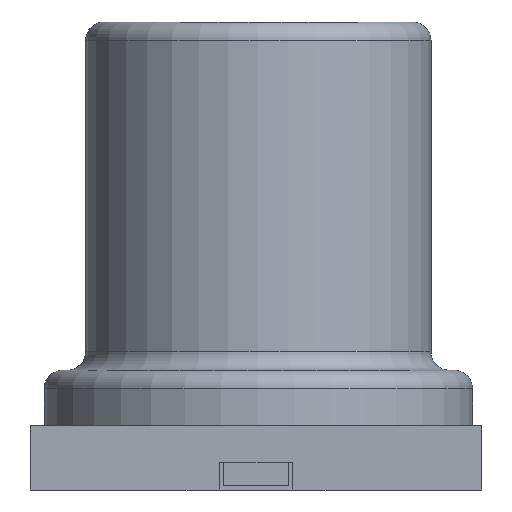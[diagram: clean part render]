
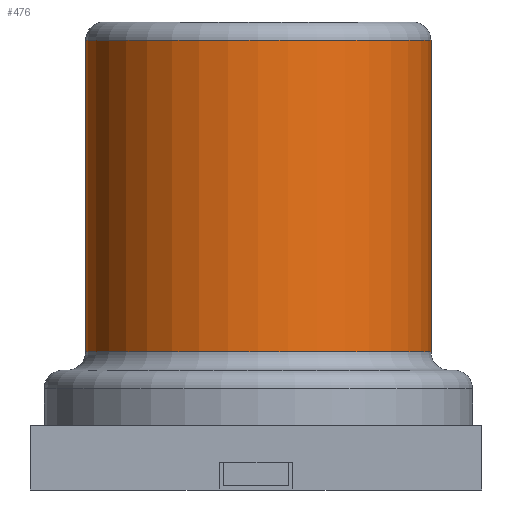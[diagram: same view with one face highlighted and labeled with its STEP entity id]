
A CAD part, front view. The second image highlights one B-rep face of the part: STEP entity #476.
In plain terms, the highlighted cylindrical face has radius 1.875 mm (diameter 3.75 mm), a partial arc.
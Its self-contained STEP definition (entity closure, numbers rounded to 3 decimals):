
#353 = CARTESIAN_POINT ( 'NONE',  ( 0.025, -3.075, 5.08 ) ) ;
#354 = DIRECTION ( 'NONE',  ( 0., 0., -1. ) ) ;
#476 = ADVANCED_FACE ( 'NONE', ( #1052 ), #1050, .T. ) ;
#477 = EDGE_LOOP ( 'NONE', ( #478, #482, #485, #600 ) ) ;
#478 = ORIENTED_EDGE ( 'NONE', *, *, #479, .F. ) ;
#479 = EDGE_CURVE ( 'NONE', #480, #481, #1242, .T. ) ;
#480 = VERTEX_POINT ( 'NONE', #1350 ) ;
#481 = VERTEX_POINT ( 'NONE', #1349 ) ;
#482 = ORIENTED_EDGE ( 'NONE', *, *, #483, .T. ) ;
#483 = EDGE_CURVE ( 'NONE', #480, #484, #1348, .T. ) ;
#484 = VERTEX_POINT ( 'NONE', #1383 ) ;
#485 = ORIENTED_EDGE ( 'NONE', *, *, #598, .T. ) ;
#598 = EDGE_CURVE ( 'NONE', #484, #599, #1446, .T. ) ;
#599 = VERTEX_POINT ( 'NONE', #1442 ) ;
#600 = ORIENTED_EDGE ( 'NONE', *, *, #601, .T. ) ;
#601 = EDGE_CURVE ( 'NONE', #599, #481, #1440, .T. ) ;
#1050 = CYLINDRICAL_SURFACE ( 'NONE', #1051, 1.875 ) ;
#1051 = AXIS2_PLACEMENT_3D ( 'NONE', #353, #354, #1354 ) ;
#1052 = FACE_OUTER_BOUND ( 'NONE', #477, .T. ) ;
#1242 = LINE ( 'NONE', #1353, #1352 ) ;
#1347 = AXIS2_PLACEMENT_3D ( 'NONE', #1386, #1385, #1384 ) ;
#1348 = CIRCLE ( 'NONE', #1347, 1.875 ) ;
#1349 = CARTESIAN_POINT ( 'NONE',  ( 1.9, -3.075, 1.5 ) ) ;
#1350 = CARTESIAN_POINT ( 'NONE',  ( 1.9, -3.075, 4.88 ) ) ;
#1351 = DIRECTION ( 'NONE',  ( 0., 0., -1. ) ) ;
#1352 = VECTOR ( 'NONE', #1351, 1000. ) ;
#1353 = CARTESIAN_POINT ( 'NONE',  ( 1.9, -3.075, 5.08 ) ) ;
#1354 = DIRECTION ( 'NONE',  ( -1., 0., 0. ) ) ;
#1383 = CARTESIAN_POINT ( 'NONE',  ( -1.85, -3.075, 4.88 ) ) ;
#1384 = DIRECTION ( 'NONE',  ( 1., 0., 0. ) ) ;
#1385 = DIRECTION ( 'NONE',  ( 0., 0., -1. ) ) ;
#1386 = CARTESIAN_POINT ( 'NONE',  ( 0.025, -3.075, 4.88 ) ) ;
#1436 = DIRECTION ( 'NONE',  ( 1., 0., 0. ) ) ;
#1437 = DIRECTION ( 'NONE',  ( 0., 0., 1. ) ) ;
#1438 = CARTESIAN_POINT ( 'NONE',  ( 0.025, -3.075, 1.5 ) ) ;
#1439 = AXIS2_PLACEMENT_3D ( 'NONE', #1438, #1437, #1436 ) ;
#1440 = CIRCLE ( 'NONE', #1439, 1.875 ) ;
#1442 = CARTESIAN_POINT ( 'NONE',  ( -1.85, -3.075, 1.5 ) ) ;
#1443 = DIRECTION ( 'NONE',  ( 0., 0., -1. ) ) ;
#1444 = VECTOR ( 'NONE', #1443, 1000. ) ;
#1445 = CARTESIAN_POINT ( 'NONE',  ( -1.85, -3.075, 5.08 ) ) ;
#1446 = LINE ( 'NONE', #1445, #1444 ) ;
